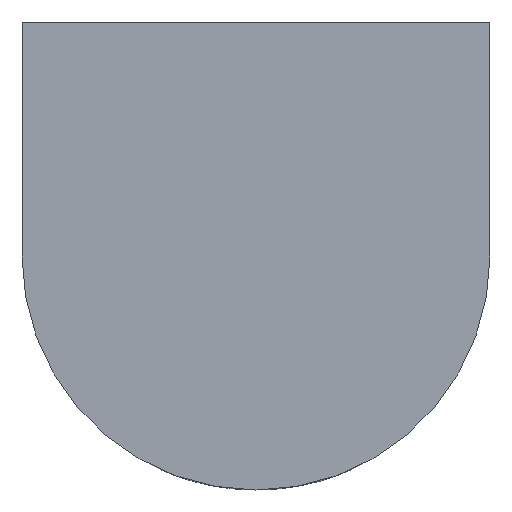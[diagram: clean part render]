
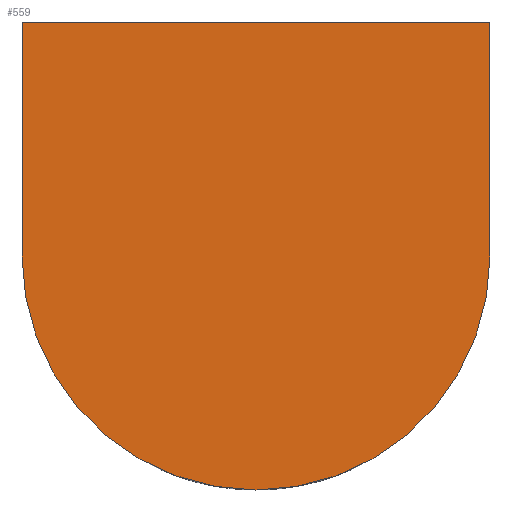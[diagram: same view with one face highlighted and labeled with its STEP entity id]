
A CAD part, front view. The second image highlights one B-rep face of the part: STEP entity #559.
In plain terms, the highlighted planar face has unit normal (0, -1, 0).
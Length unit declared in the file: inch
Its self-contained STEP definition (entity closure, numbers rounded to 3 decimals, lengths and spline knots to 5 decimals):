
#21 = EDGE_CURVE ( 'NONE', #509, #48, #75, .T. ) ;
#23 = DIRECTION ( 'NONE',  ( 0., 0., -1. ) ) ;
#27 = AXIS2_PLACEMENT_3D ( 'NONE', #398, #52, #361 ) ;
#31 = VECTOR ( 'NONE', #502, 39.37008 ) ;
#48 = VERTEX_POINT ( 'NONE', #263 ) ;
#52 = DIRECTION ( 'NONE',  ( 0., 1., 0. ) ) ;
#60 = CARTESIAN_POINT ( 'NONE',  ( 0.125, -2.5, 0. ) ) ;
#75 = CIRCLE ( 'NONE', #544, 0.125 ) ;
#95 = LINE ( 'NONE', #464, #31 ) ;
#97 = LINE ( 'NONE', #508, #575 ) ;
#106 = FACE_OUTER_BOUND ( 'NONE', #397, .T. ) ;
#136 = DIRECTION ( 'NONE',  ( 0., 0., 1. ) ) ;
#140 = CARTESIAN_POINT ( 'NONE',  ( 0.125, -2.5, -0.125 ) ) ;
#160 = ORIENTED_EDGE ( 'NONE', *, *, #539, .F. ) ;
#202 = ORIENTED_EDGE ( 'NONE', *, *, #354, .F. ) ;
#212 = VERTEX_POINT ( 'NONE', #290 ) ;
#220 = CARTESIAN_POINT ( 'NONE',  ( 0., -2.5, -0.125 ) ) ;
#252 = ORIENTED_EDGE ( 'NONE', *, *, #280, .F. ) ;
#263 = CARTESIAN_POINT ( 'NONE',  ( 0., -2.5, -0.25 ) ) ;
#277 = DIRECTION ( 'NONE',  ( 0., -1., 0. ) ) ;
#280 = EDGE_CURVE ( 'NONE', #437, #509, #342, .T. ) ;
#290 = CARTESIAN_POINT ( 'NONE',  ( -0.125, -2.5, 0. ) ) ;
#342 = LINE ( 'NONE', #446, #563 ) ;
#354 = EDGE_CURVE ( 'NONE', #48, #570, #532, .T. ) ;
#361 = DIRECTION ( 'NONE',  ( 0., 0., -1. ) ) ;
#364 = DIRECTION ( 'NONE',  ( 0., 0., -1. ) ) ;
#371 = PLANE ( 'NONE',  #399 ) ;
#385 = DIRECTION ( 'NONE',  ( 0., 0., -1. ) ) ;
#397 = EDGE_LOOP ( 'NONE', ( #402, #252, #526, #160, #202 ) ) ;
#398 = CARTESIAN_POINT ( 'NONE',  ( 0., -2.5, -0.125 ) ) ;
#399 = AXIS2_PLACEMENT_3D ( 'NONE', #552, #277, #23 ) ;
#402 = ORIENTED_EDGE ( 'NONE', *, *, #21, .F. ) ;
#406 = DIRECTION ( 'NONE',  ( 0., 1., 0. ) ) ;
#437 = VERTEX_POINT ( 'NONE', #60 ) ;
#446 = CARTESIAN_POINT ( 'NONE',  ( 0.125, -2.5, 0. ) ) ;
#463 = EDGE_CURVE ( 'NONE', #212, #437, #95, .T. ) ;
#464 = CARTESIAN_POINT ( 'NONE',  ( -0.125, -2.5, 0. ) ) ;
#466 = CARTESIAN_POINT ( 'NONE',  ( -0.125, -2.5, -0.125 ) ) ;
#502 = DIRECTION ( 'NONE',  ( 1., 0., 0. ) ) ;
#508 = CARTESIAN_POINT ( 'NONE',  ( -0.125, -2.5, -0.125 ) ) ;
#509 = VERTEX_POINT ( 'NONE', #140 ) ;
#526 = ORIENTED_EDGE ( 'NONE', *, *, #463, .F. ) ;
#532 = CIRCLE ( 'NONE', #27, 0.125 ) ;
#539 = EDGE_CURVE ( 'NONE', #570, #212, #97, .T. ) ;
#544 = AXIS2_PLACEMENT_3D ( 'NONE', #220, #406, #364 ) ;
#552 = CARTESIAN_POINT ( 'NONE',  ( 0., -2.5, -0.125 ) ) ;
#559 = ADVANCED_FACE ( 'NONE', ( #106 ), #371, .T. ) ;
#563 = VECTOR ( 'NONE', #385, 39.37008 ) ;
#570 = VERTEX_POINT ( 'NONE', #466 ) ;
#575 = VECTOR ( 'NONE', #136, 39.37008 ) ;
